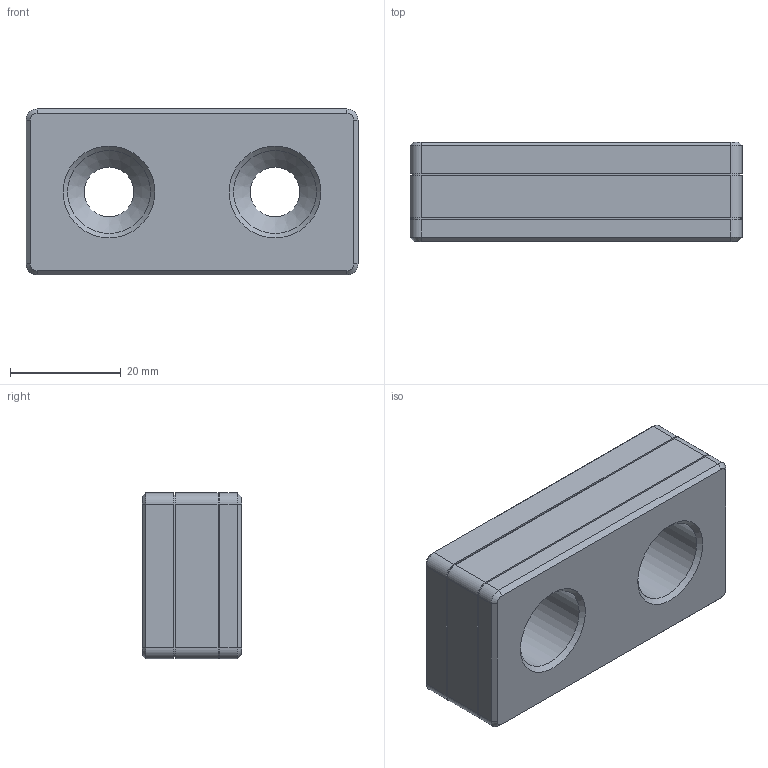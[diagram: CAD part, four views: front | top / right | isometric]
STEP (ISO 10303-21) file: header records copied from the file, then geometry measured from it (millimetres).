
FILE_DESCRIPTION(/* description */ (''),/* implementation_level */ '2;1');
FILE_NAME(/* name */ 'AB-Foot_4-F.stp',/* time_stamp */ '2021-01-21T12:32:42-08:00',/* author */ (''),/* organization */ (''),/* preprocessor_version */ 'ST-DEVELOPER v18.1',/* originating_system */ 'Autodesk Translation Framework v9.7.0.1280',/* authorisation */ '');
FILE_SCHEMA (('AUTOMOTIVE_DESIGN { 1 0 10303 214 3 1 1 }'));
Length unit declared in the file: millimetre
Products named in the file (1): FusionComponent
Bounding box: 60 x 18 x 30 mm (x, y, z)
Volume: 23393.7 mm3; surface area: 8321.1 mm2
Topology: 1 solids, 1 shells, 112 faces, 288 edges, 182 vertices
Faces by surface type: plane 54, cylinder 40, cone 18
Full cylindrical faces by diameter (mm): 9 x2, 15 x2
Entity records: 3454 total; most frequent: DIRECTION 612, CARTESIAN_POINT 583, ORIENTED_EDGE 576, EDGE_CURVE 288, AXIS2_PLACEMENT_3D 211, LINE 190, VECTOR 190, VERTEX_POINT 182
